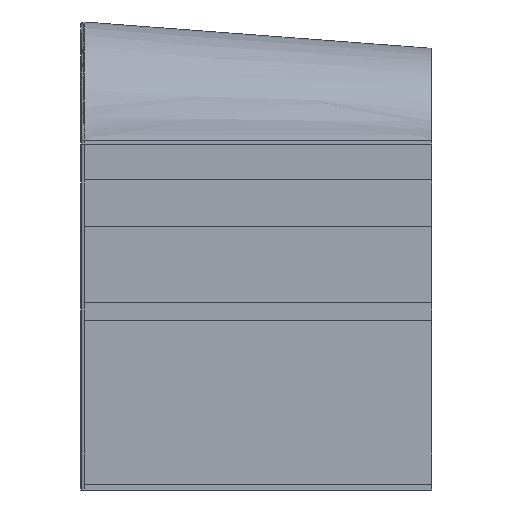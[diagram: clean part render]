
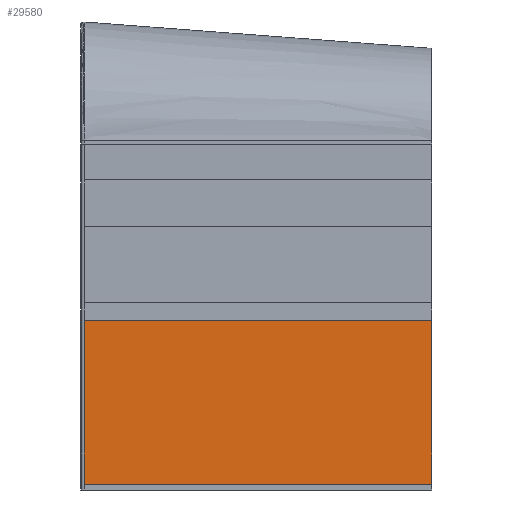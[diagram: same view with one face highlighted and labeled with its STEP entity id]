
A CAD part, left-side view. The second image highlights one B-rep face of the part: STEP entity #29580.
In plain terms, the highlighted planar face has unit normal (-1, 0, 0).
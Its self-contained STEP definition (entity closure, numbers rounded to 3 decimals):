
#315=DIRECTION('',(0.,0.,1.));
#316=VECTOR('',#315,280.);
#317=CARTESIAN_POINT('',(-900.,-600.,-390.));
#318=LINE('',#317,#316);
#8210=DIRECTION('',(0.,1.,0.));
#8211=VECTOR('',#8210,594.);
#8212=CARTESIAN_POINT('',(-900.,-600.,-110.));
#8213=LINE('',#8212,#8211);
#8214=DIRECTION('',(0.,1.,0.));
#8215=VECTOR('',#8214,594.);
#8216=CARTESIAN_POINT('',(-900.,-600.,-390.));
#8217=LINE('',#8216,#8215);
#8218=DIRECTION('',(0.,0.,1.));
#8219=VECTOR('',#8218,280.);
#8220=CARTESIAN_POINT('',(-900.,-6.,-390.));
#8221=LINE('',#8220,#8219);
#8603=CARTESIAN_POINT('',(-900.,-600.,-390.));
#8604=VERTEX_POINT('',#8603);
#8605=CARTESIAN_POINT('',(-900.,-600.,-110.));
#8606=VERTEX_POINT('',#8605);
#8989=CARTESIAN_POINT('',(-900.,-6.,-110.));
#8990=VERTEX_POINT('',#8989);
#8991=CARTESIAN_POINT('',(-900.,-6.,-390.));
#8992=VERTEX_POINT('',#8991);
#29568=CARTESIAN_POINT('',(-900.,-300.03,-250.));
#29569=DIRECTION('',(1.,0.,0.));
#29570=DIRECTION('',(0.,1.,0.));
#29571=AXIS2_PLACEMENT_3D('',#29568,#29569,#29570);
#29572=PLANE('',#29571);
#29573=ORIENTED_EDGE('',*,*,#29560,.F.);
#29574=ORIENTED_EDGE('',*,*,#10373,.F.);
#29576=ORIENTED_EDGE('',*,*,#29575,.T.);
#29577=ORIENTED_EDGE('',*,*,#13431,.T.);
#29578=EDGE_LOOP('',(#29573,#29574,#29576,#29577));
#29579=FACE_OUTER_BOUND('',#29578,.F.);
#29580=ADVANCED_FACE('',(#29579),#29572,.F.);
#10373=EDGE_CURVE('',#8604,#8606,#318,.T.);
#13431=EDGE_CURVE('',#8992,#8990,#8221,.T.);
#29560=EDGE_CURVE('',#8606,#8990,#8213,.T.);
#29575=EDGE_CURVE('',#8604,#8992,#8217,.T.);
